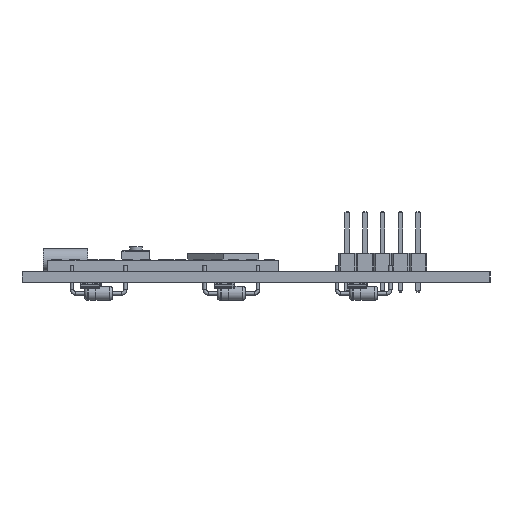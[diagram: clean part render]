
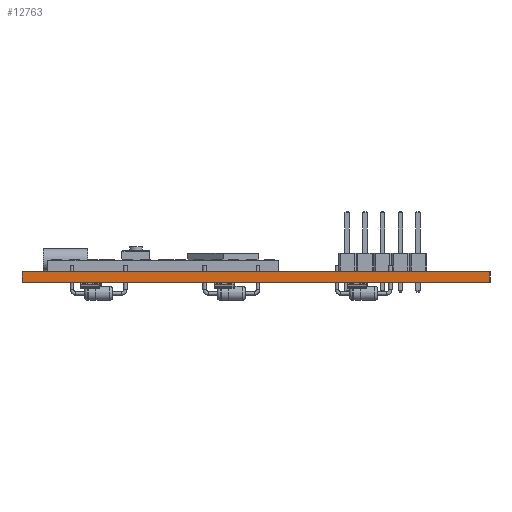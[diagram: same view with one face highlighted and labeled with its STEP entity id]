
A CAD part, left-side view. The second image highlights one B-rep face of the part: STEP entity #12763.
In plain terms, the highlighted planar face has unit normal (-1, 0, 0).
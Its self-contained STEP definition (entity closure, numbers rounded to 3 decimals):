
#12707 = VERTEX_POINT('',#12708);
#12708 = CARTESIAN_POINT('',(181.1,-197.1,1.51));
#12714 = EDGE_CURVE('',#12715,#12707,#12717,.T.);
#12715 = VERTEX_POINT('',#12716);
#12716 = CARTESIAN_POINT('',(181.1,-197.1,0.));
#12717 = LINE('',#12718,#12719);
#12718 = CARTESIAN_POINT('',(181.1,-197.1,0.));
#12719 = VECTOR('',#12720,1.);
#12720 = DIRECTION('',(0.,0.,1.));
#12763 = ADVANCED_FACE('',(#12764),#12789,.T.);
#12764 = FACE_BOUND('',#12765,.T.);
#12765 = EDGE_LOOP('',(#12766,#12767,#12775,#12783));
#12766 = ORIENTED_EDGE('',*,*,#12714,.T.);
#12767 = ORIENTED_EDGE('',*,*,#12768,.T.);
#12768 = EDGE_CURVE('',#12707,#12769,#12771,.T.);
#12769 = VERTEX_POINT('',#12770);
#12770 = CARTESIAN_POINT('',(181.1,-130.,1.51));
#12771 = LINE('',#12772,#12773);
#12772 = CARTESIAN_POINT('',(181.1,-197.1,1.51));
#12773 = VECTOR('',#12774,1.);
#12774 = DIRECTION('',(0.,1.,0.));
#12775 = ORIENTED_EDGE('',*,*,#12776,.F.);
#12776 = EDGE_CURVE('',#12777,#12769,#12779,.T.);
#12777 = VERTEX_POINT('',#12778);
#12778 = CARTESIAN_POINT('',(181.1,-130.,0.));
#12779 = LINE('',#12780,#12781);
#12780 = CARTESIAN_POINT('',(181.1,-130.,0.));
#12781 = VECTOR('',#12782,1.);
#12782 = DIRECTION('',(0.,0.,1.));
#12783 = ORIENTED_EDGE('',*,*,#12784,.F.);
#12784 = EDGE_CURVE('',#12715,#12777,#12785,.T.);
#12785 = LINE('',#12786,#12787);
#12786 = CARTESIAN_POINT('',(181.1,-197.1,0.));
#12787 = VECTOR('',#12788,1.);
#12788 = DIRECTION('',(0.,1.,0.));
#12789 = PLANE('',#12790);
#12790 = AXIS2_PLACEMENT_3D('',#12791,#12792,#12793);
#12791 = CARTESIAN_POINT('',(181.1,-197.1,0.));
#12792 = DIRECTION('',(-1.,0.,0.));
#12793 = DIRECTION('',(0.,1.,0.));
